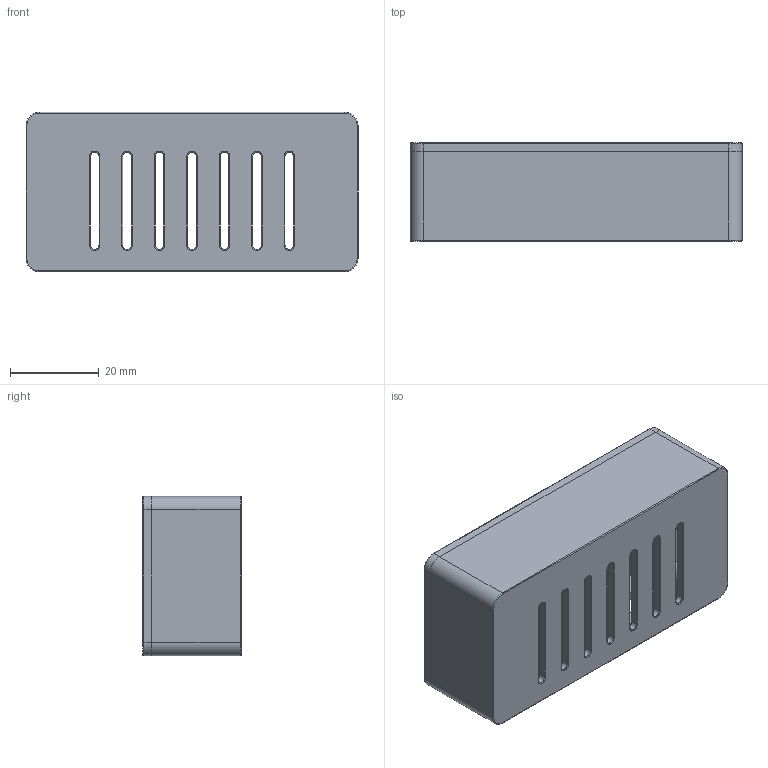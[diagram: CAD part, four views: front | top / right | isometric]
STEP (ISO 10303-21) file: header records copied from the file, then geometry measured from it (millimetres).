
FILE_DESCRIPTION(/* description */ (''),/* implementation_level */ '2;1');
FILE_NAME(/* name */ 'ESP32 Waveshare Zero Enclosure v43.step',/* time_stamp */ '2025-05-22T10:50:57+10:00',/* author */ (''),/* organization */ (''),/* preprocessor_version */ 'ST-DEVELOPER v20.1',/* originating_system */ 'Autodesk Translation Framework v14.4.0.0',/* authorisation */ '');
FILE_SCHEMA (('AUTOMOTIVE_DESIGN { 1 0 10303 214 3 1 1 }'));
Length unit declared in the file: millimetre
Products named in the file (3): ESP32 Waveshare Zero Enclosure; Bottom; Top
Assembly tree (2 placements, depth 2):
  ESP32 Waveshare Zero Enclosure
    Bottom
    Top
Bounding box: 75 x 22.2 x 36 mm (x, y, z)
Volume: 28528.9 mm3; surface area: 22083.8 mm2
Topology: 2 solids, 2 shells, 321 faces, 779 edges, 470 vertices
Faces by surface type: cylinder 149, plane 90, torus 70, bspline 8, cone 4
Full cylindrical faces by diameter (mm): 3.6 x4, 4.8 x4, 6 x4, 8 x1
Entity records: 9598 total; most frequent: DIRECTION 1807, CARTESIAN_POINT 1659, ORIENTED_EDGE 1558, EDGE_CURVE 779, AXIS2_PLACEMENT_3D 714, VERTEX_POINT 470, CIRCLE 396, LINE 379
